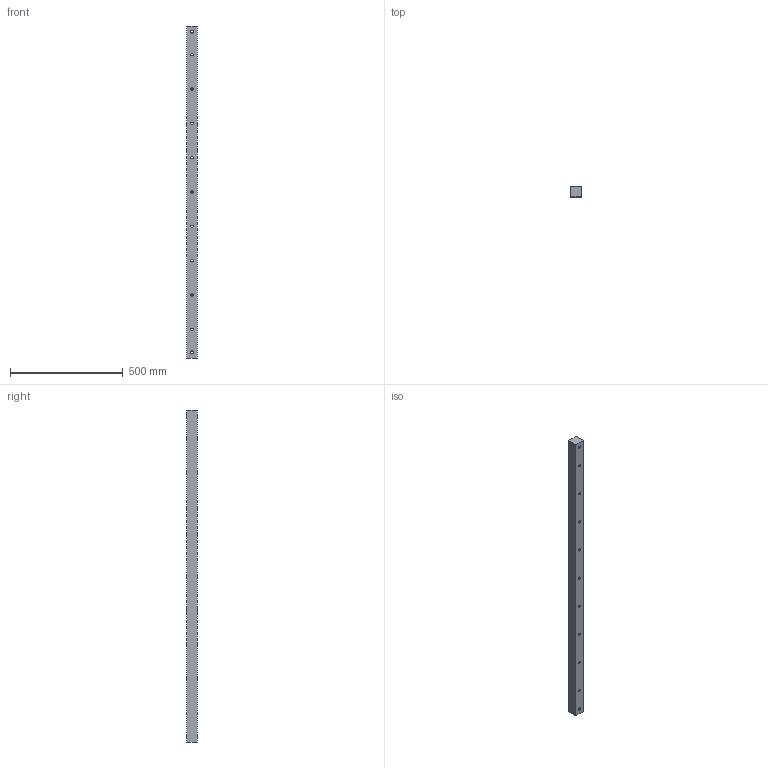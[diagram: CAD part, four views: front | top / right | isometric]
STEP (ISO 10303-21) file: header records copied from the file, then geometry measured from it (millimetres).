
FILE_DESCRIPTION (( 'STEP AP203' ), '1' );
FILE_NAME ('D1200530 Riser for HAM1-H1 ISI aLIGO.STEP', '2012-04-09T19:53:50', ( '' ), ( '' ), 'SwSTEP 2.0', 'SolidWorks 2012', '' );
FILE_SCHEMA (( 'CONFIG_CONTROL_DESIGN' ));
Length unit declared in the file: inch
Products named in the file (1): D1200530 Riser for HAM1-H1 ISI aLIGO
Bounding box: 45.72 x 44.65 x 1473.2 mm (x, y, z)
Volume: 2963744.1 mm3; surface area: 284802.5 mm2
Topology: 1 solids, 1 shells, 42 faces, 106 edges, 68 vertices
Faces by surface type: cylinder 26, cone 8, plane 8
Entity records: 1409 total; most frequent: DIRECTION 252, CARTESIAN_POINT 217, ORIENTED_EDGE 212, EDGE_CURVE 106, AXIS2_PLACEMENT_3D 103, VERTEX_POINT 68, EDGE_LOOP 66, CIRCLE 60
